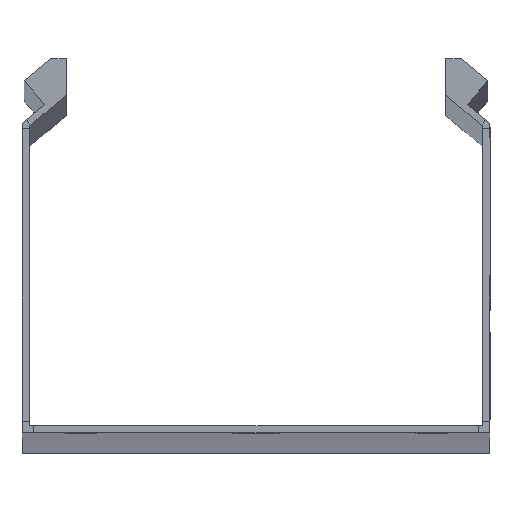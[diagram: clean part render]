
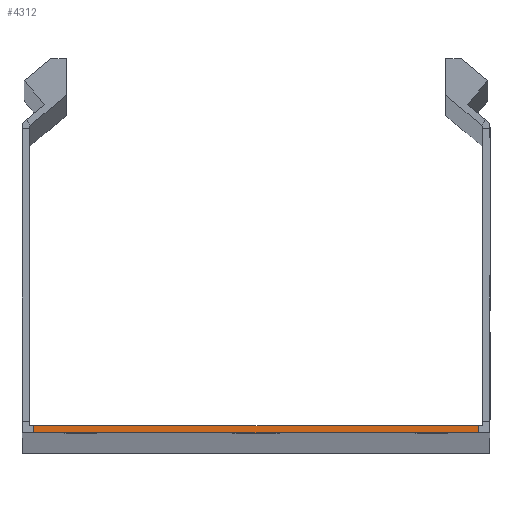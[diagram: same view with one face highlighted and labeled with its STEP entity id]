
A CAD part, top view. The second image highlights one B-rep face of the part: STEP entity #4312.
In plain terms, the highlighted planar face has unit normal (0, 0, 1).
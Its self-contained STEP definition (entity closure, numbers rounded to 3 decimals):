
#46 = LINE ( 'NONE', #2033, #4204 ) ;
#256 = VECTOR ( 'NONE', #327, 1000. ) ;
#313 = VECTOR ( 'NONE', #497, 1000. ) ;
#327 = DIRECTION ( 'NONE',  ( -1., 0., 0. ) ) ;
#497 = DIRECTION ( 'NONE',  ( -1., 0., 0. ) ) ;
#1276 = VERTEX_POINT ( 'NONE', #4289 ) ;
#1292 = DIRECTION ( 'NONE',  ( 0., -1., 0. ) ) ;
#1397 = EDGE_CURVE ( 'NONE', #1276, #2760, #3442, .T. ) ;
#1535 = CARTESIAN_POINT ( 'NONE',  ( 47.5, 0., 1250. ) ) ;
#1549 = EDGE_CURVE ( 'NONE', #4877, #2760, #1856, .T. ) ;
#1603 = VERTEX_POINT ( 'NONE', #5032 ) ;
#1856 = LINE ( 'NONE', #3214, #313 ) ;
#2033 = CARTESIAN_POINT ( 'NONE',  ( 47.5, 0., 1250. ) ) ;
#2061 = ORIENTED_EDGE ( 'NONE', *, *, #5179, .T. ) ;
#2093 = CARTESIAN_POINT ( 'NONE',  ( 48.5, 2.5, 1250. ) ) ;
#2164 = CARTESIAN_POINT ( 'NONE',  ( -50., 1.5, 1250. ) ) ;
#2217 = VECTOR ( 'NONE', #1292, 1000. ) ;
#2578 = DIRECTION ( 'NONE',  ( 1., 0., 0. ) ) ;
#2760 = VERTEX_POINT ( 'NONE', #3104 ) ;
#3045 = PLANE ( 'NONE',  #3126 ) ;
#3104 = CARTESIAN_POINT ( 'NONE',  ( -47.5, 0., 1250. ) ) ;
#3126 = AXIS2_PLACEMENT_3D ( 'NONE', #2093, #3540, #2578 ) ;
#3214 = CARTESIAN_POINT ( 'NONE',  ( -50., 0., 1250. ) ) ;
#3257 = FACE_OUTER_BOUND ( 'NONE', #3545, .T. ) ;
#3442 = LINE ( 'NONE', #4085, #2217 ) ;
#3540 = DIRECTION ( 'NONE',  ( 0., 0., 1. ) ) ;
#3545 = EDGE_LOOP ( 'NONE', ( #3823, #4525, #2061, #5822 ) ) ;
#3823 = ORIENTED_EDGE ( 'NONE', *, *, #1549, .F. ) ;
#4085 = CARTESIAN_POINT ( 'NONE',  ( -47.5, 1.5, 1250. ) ) ;
#4202 = EDGE_CURVE ( 'NONE', #4877, #1603, #46, .T. ) ;
#4204 = VECTOR ( 'NONE', #5782, 1000. ) ;
#4289 = CARTESIAN_POINT ( 'NONE',  ( -47.5, 1.5, 1250. ) ) ;
#4312 = ADVANCED_FACE ( 'NONE', ( #3257 ), #3045, .T. ) ;
#4334 = LINE ( 'NONE', #2164, #256 ) ;
#4525 = ORIENTED_EDGE ( 'NONE', *, *, #4202, .T. ) ;
#4877 = VERTEX_POINT ( 'NONE', #1535 ) ;
#5032 = CARTESIAN_POINT ( 'NONE',  ( 47.5, 1.5, 1250. ) ) ;
#5179 = EDGE_CURVE ( 'NONE', #1603, #1276, #4334, .T. ) ;
#5782 = DIRECTION ( 'NONE',  ( 0., 1., 0. ) ) ;
#5822 = ORIENTED_EDGE ( 'NONE', *, *, #1397, .T. ) ;
